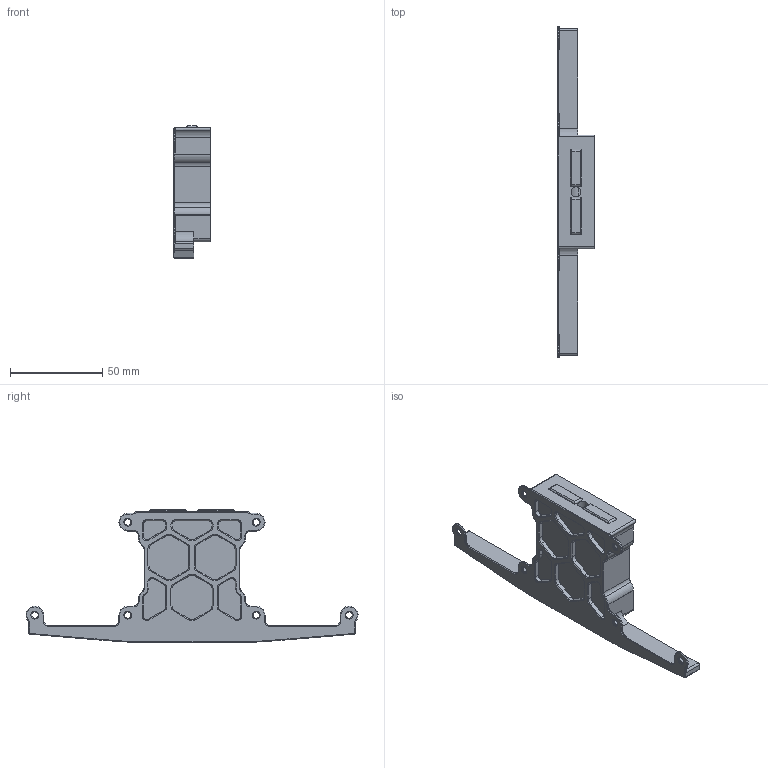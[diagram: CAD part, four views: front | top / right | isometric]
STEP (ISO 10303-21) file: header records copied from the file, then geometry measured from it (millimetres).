
FILE_DESCRIPTION(/* description */ (''),/* implementation_level */ '2;1');
FILE_NAME(/* name */ 'Side_Fan_Support_M3.step',/* time_stamp */ '2023-01-18T21:16:45-08:00',/* author */ (''),/* organization */ (''),/* preprocessor_version */ 'ST-DEVELOPER v19.2',/* originating_system */ 'Autodesk Translation Framework v11.17.0.187',/* authorisation */ '');
FILE_SCHEMA (('AUTOMOTIVE_DESIGN { 1 0 10303 214 3 1 1 }'));
Length unit declared in the file: millimetre
Products named in the file (4): _Side_Fan_Support_M3; Middle Fan Support; Insert; Hexes
Assembly tree (3 placements, depth 3):
  _Side_Fan_Support_M3
    Middle Fan Support
    Insert
      Hexes
Bounding box: 20 x 180.01 x 72 mm (x, y, z)
Volume: 38041.7 mm3; surface area: 25413.8 mm2
Topology: 10 solids, 10 shells, 550 faces, 1437 edges, 903 vertices
Faces by surface type: plane 263, cylinder 195, cone 81, bspline 9, torus 2
Full cylindrical faces by diameter (mm): 3.5 x6, 4.7 x1, 5.4 x1
Entity records: 17251 total; most frequent: CARTESIAN_POINT 3228, DIRECTION 3019, ORIENTED_EDGE 2874, EDGE_CURVE 1437, AXIS2_PLACEMENT_3D 1040, LINE 939, VECTOR 939, VERTEX_POINT 903
